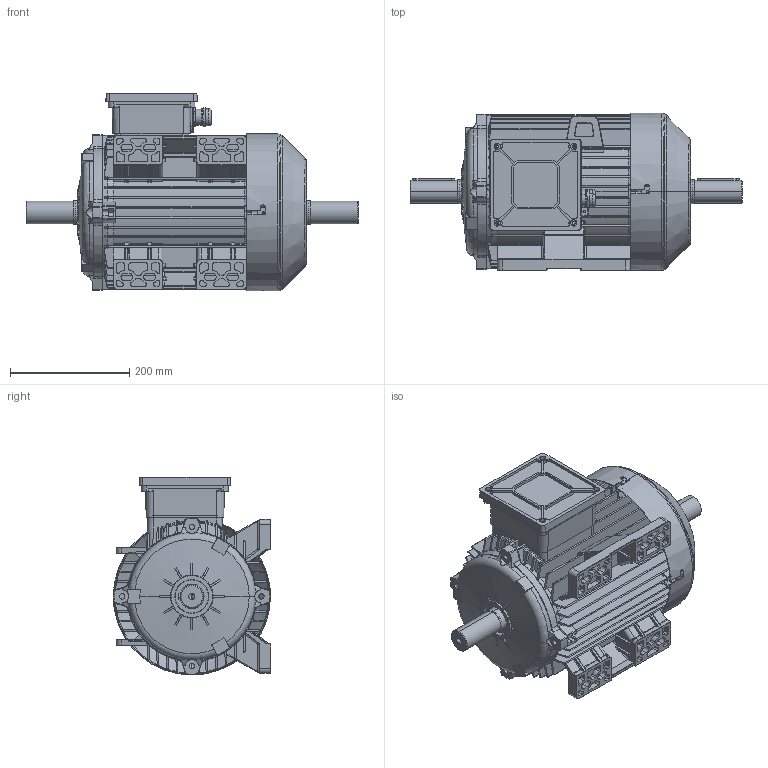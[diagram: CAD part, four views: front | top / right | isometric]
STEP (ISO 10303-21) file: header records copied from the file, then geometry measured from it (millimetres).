
FILE_DESCRIPTION (( 'STEP AP214' ), '1' );
FILE_NAME ('CA132S-B3-IC411-2-4-6-8 POLES-TB RIGHT-DOUBLE SHAFT.STEP', '2024-09-25T09:22:19', ( '' ), ( '' ), 'SwSTEP 2.0', 'SolidWorks 2024', '' );
FILE_SCHEMA (( 'AUTOMOTIVE_DESIGN' ));
Length unit declared in the file: millimetre
Products named in the file (14): Scudo C-FC132 posteriore alto; Gruppo Coprimorsettiera 132; Guarnizione scatola-coperchio 132; Scatola morsetti 132; Tappo M25; Copriventola 132S H.100; Scudo C132 anteriore; Guarnizione scatola-motore 132; Coperchio scatola morsetti 132; Albero 132M serie autoventilato; parallel_din_Parallel key A10 x 8 x 70 DIN 6885; CA132S-B3-IC411-2-4-6-8 POLES-TB RIGHT-DOUBLE SHAFT; Carcassa 132SM-B3-laterale; PRESSACAVO M25
Assembly tree (15 placements, depth 3):
  CA132S-B3-IC411-2-4-6-8 POLES-TB RIGHT-DOUBLE SHAFT
    Albero 132M serie autoventilato  x2
    Scudo C132 anteriore
    parallel_din_Parallel key A10 x 8 x 70 DIN 6885  x2
    Scudo C-FC132 posteriore alto
    Copriventola 132S H.100
    Gruppo Coprimorsettiera 132
      Scatola morsetti 132
      Coperchio scatola morsetti 132
      Guarnizione scatola-motore 132
      PRESSACAVO M25
      Tappo M25
      Guarnizione scatola-coperchio 132
    Carcassa 132SM-B3-laterale
Bounding box: 556 x 263.5 x 331.5 mm (x, y, z)
Volume: 4984886.8 mm3; surface area: 1773624.1 mm2
Topology: 14 solids, 18 shells, 4346 faces, 11778 edges, 7504 vertices
Faces by surface type: plane 1917, cylinder 1156, cone 445, torus 376, bspline 330, sphere 122
Entity records: 152524 total; most frequent: CARTESIAN_POINT 46639, ORIENTED_EDGE 23248, DIRECTION 20630, EDGE_CURVE 11624, VERTEX_POINT 7430, AXIS2_PLACEMENT_3D 7269, LINE 6092, VECTOR 6092
